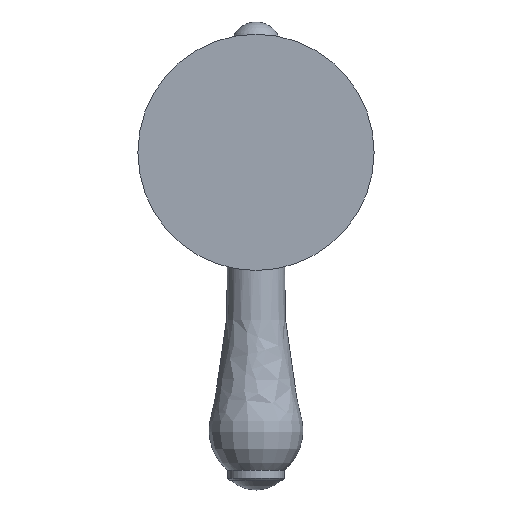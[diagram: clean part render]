
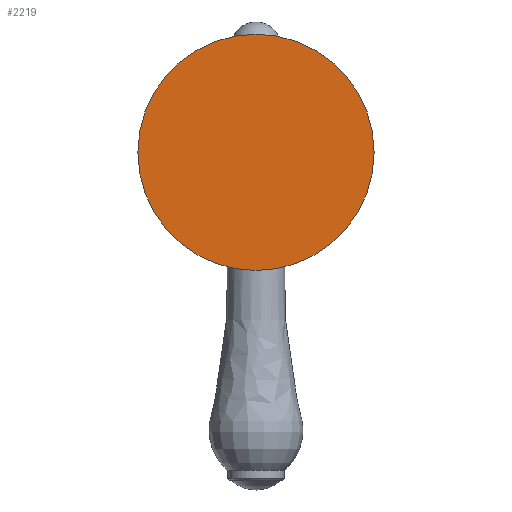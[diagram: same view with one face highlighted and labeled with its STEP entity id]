
A CAD part, front view. The second image highlights one B-rep face of the part: STEP entity #2219.
In plain terms, the highlighted planar face has unit normal (0, -1, 0).
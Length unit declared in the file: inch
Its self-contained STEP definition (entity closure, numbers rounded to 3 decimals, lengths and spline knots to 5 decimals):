
#2=CARTESIAN_POINT('',(0.,0.,0.));
#3=DIRECTION('',(0.,-1.,0.));
#4=DIRECTION('',(1.,0.,0.));
#5=AXIS2_PLACEMENT_3D('',#2,#3,#4);
#7=CARTESIAN_POINT('',(0.,0.,0.));
#8=DIRECTION('',(0.,1.,0.));
#9=DIRECTION('',(1.,0.,0.));
#10=AXIS2_PLACEMENT_3D('',#7,#8,#9);
#1886=CARTESIAN_POINT('',(1.18,0.,0.));
#1887=CARTESIAN_POINT('',(-1.18,0.,0.));
#1888=VERTEX_POINT('',#1886);
#1889=VERTEX_POINT('',#1887);
#2209=CARTESIAN_POINT('',(0.,0.,0.));
#2210=DIRECTION('',(0.,-1.,0.));
#2211=DIRECTION('',(-1.,0.,0.));
#2212=AXIS2_PLACEMENT_3D('',#2209,#2210,#2211);
#2213=PLANE('',#2212);
#2214=ORIENTED_EDGE('',*,*,#2198,.F.);
#2216=ORIENTED_EDGE('',*,*,#2215,.T.);
#2217=EDGE_LOOP('',(#2214,#2216));
#2218=FACE_OUTER_BOUND('',#2217,.F.);
#2219=ADVANCED_FACE('',(#2218),#2213,.T.);
#6=CIRCLE('',#5,1.18);
#11=CIRCLE('',#10,1.18);
#2198=EDGE_CURVE('',#1888,#1889,#6,.T.);
#2215=EDGE_CURVE('',#1888,#1889,#11,.T.);
